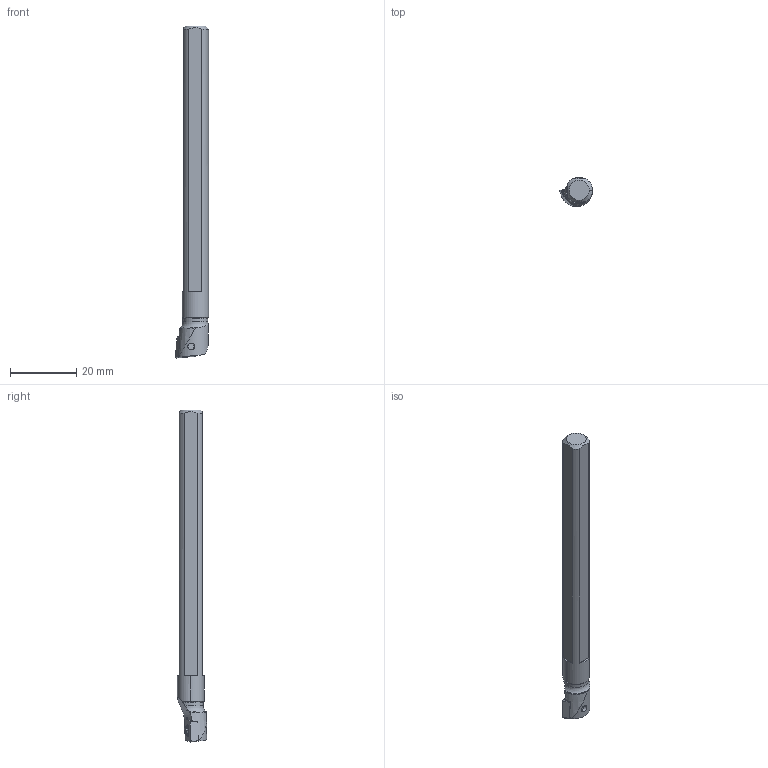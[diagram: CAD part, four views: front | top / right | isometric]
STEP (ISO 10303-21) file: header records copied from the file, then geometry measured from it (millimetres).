
FILE_DESCRIPTION(/* description */ (''),/* implementation_level */ '2;1');
FILE_NAME(/* name */ 'C08HSCLCR06_MR0_4.stp',/* time_stamp */ '2023-02-09T11:52:07+09:00',/* author */ (''),/* organization */ (''),/* preprocessor_version */ 'ST-DEVELOPER v16',/* originating_system */ 'SIEMENS PLM Software NX 10.0',/* authorisation */ '');
FILE_SCHEMA (('AUTOMOTIVE_DESIGN { 1 0 10303 214 3 1 1 1 }'));
Length unit declared in the file: millimetre
Products named in the file (1): C08HSCLCR06_MR0_4_ASM
Bounding box: 10 x 8.75 x 100 mm (x, y, z)
Volume: 4566 mm3; surface area: 2714.5 mm2
Topology: 2 solids, 2 shells, 83 faces, 252 edges, 183 vertices
Faces by surface type: plane 31, cylinder 29, cone 16, torus 5, sphere 2
Entity records: 3366 total; most frequent: CARTESIAN_POINT 970, DIRECTION 491, ORIENTED_EDGE 484, EDGE_CURVE 242, AXIS2_PLACEMENT_3D 197, VERTEX_POINT 166, LINE 97, VECTOR 97
